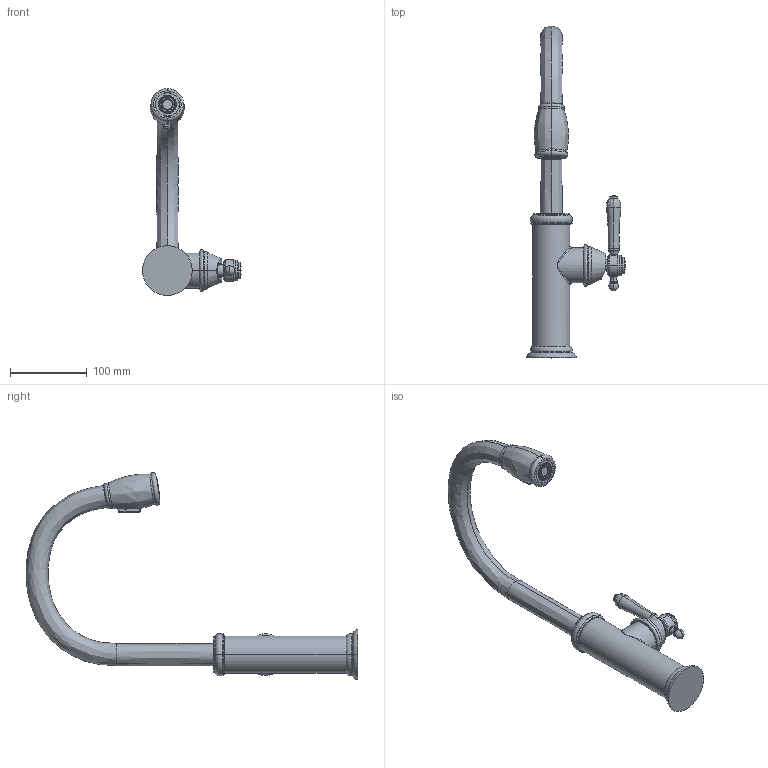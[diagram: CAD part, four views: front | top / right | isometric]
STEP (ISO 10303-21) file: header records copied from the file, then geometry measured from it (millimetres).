
FILE_DESCRIPTION((''),'2;1');
FILE_NAME('1030-5103','2021-04-05T13:51:02',('jinson.thomas'),(''),'CREO PARAMETRIC BY PTC INC, 2018400','CREO PARAMETRIC BY PTC INC, 2018400','');
FILE_SCHEMA(('CONFIG_CONTROL_DESIGN'));
Length unit declared in the file: inch
Products named in the file (1): 1030-5103
Bounding box: 129.1 x 432.78 x 269.89 mm (x, y, z)
Volume: 848900 mm3; surface area: 103962.2 mm2
Topology: 3 solids, 3 shells, 347 faces, 735 edges, 430 vertices
Faces by surface type: cone 104, torus 84, plane 69, cylinder 45, bspline 23, sphere 22
Entity records: 11584 total; most frequent: CARTESIAN_POINT 4009, DIRECTION 1782, ORIENTED_EDGE 1426, AXIS2_PLACEMENT_3D 808, EDGE_CURVE 713, CIRCLE 484, VERTEX_POINT 430, EDGE_LOOP 405
